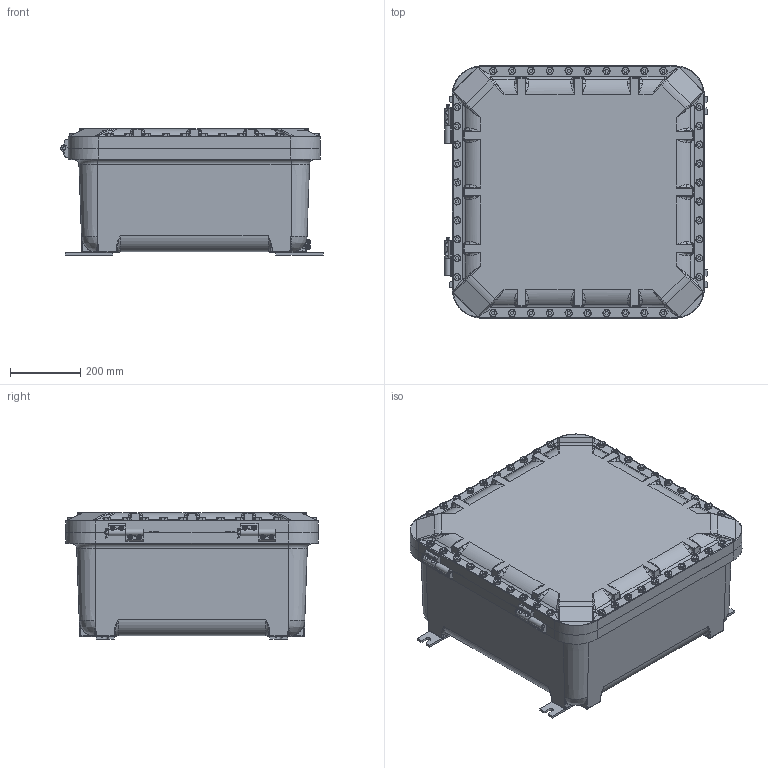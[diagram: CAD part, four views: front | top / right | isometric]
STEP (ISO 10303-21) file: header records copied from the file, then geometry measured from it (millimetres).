
FILE_DESCRIPTION(/* description */ (''),/* implementation_level */ '2;1');
FILE_NAME(/* name */ 'KIL_EXB-242410 N34.stp',/* time_stamp */ '2017-11-17T18:10:57+06:00',/* author */ ('ypadmaraja'),/* organization */ (''),/* preprocessor_version */ 'ST-DEVELOPER v16.13',/* originating_system */ 'Autodesk Inventor 2018',/* authorisation */ '');
FILE_SCHEMA (('AUTOMOTIVE_DESIGN { 1 0 10303 214 3 1 1 }'));
Length unit declared in the file: inch
Products named in the file (19): EXB-242410 N34; 0106275B; 18147AABB; 16972AAAB; 01917; 01917_1; 17770AAAB; 17473AAAB; SAE J487a - 1/8 x 3/4    Extended Prong Square Cut Type; 14632; 14634; 14729-gasket-13; 0720362B; KIT-346; 18238AAAB; 18243; ANSI B18.6.3 - 1/4-20 UNC x 1; ANSI B18.6.3 - 4-40 x 3/8; ASME B18.21.1 - 1/4
Assembly tree (79 placements, depth 3):
  EXB-242410 N34
    0106275B  x4
    18147AABB  x8
    16972AAAB  x8
    01917
      17770AAAB
      17473AAAB
      SAE J487a - 1/8 x 3/4    Extended Prong Square Cut Type
    01917_1
      17770AAAB
      17473AAAB
      SAE J487a - 1/8 x 3/4    Extended Prong Square Cut Type
    14632
    14634
    14729-gasket-13
    0720362B  x40
    KIT-346
      18238AAAB
      18243
      ANSI B18.6.3 - 1/4-20 UNC x 1  x2
      ANSI B18.6.3 - 4-40 x 3/8
      ASME B18.21.1 - 1/4  x2
Bounding box: 749.34 x 720.85 x 360.36 mm (x, y, z)
Volume: 58308823 mm3; surface area: 3891548.6 mm2
Topology: 78 solids, 79 shells, 5600 faces, 15758 edges, 10420 vertices
Faces by surface type: plane 3354, cylinder 849, bspline 762, torus 355, cone 244, sphere 36
Full cylindrical faces by diameter (mm): 2.845 x1, 3.048 x1, 3.571 x2, 3.962 x4, 4.953 x1, 6.198 x8, 6.35 x6, 6.401 x8, 7.798 x16, 7.938 x4, 8.331 x8, 9.286 x8, 9.525 x2, 9.55 x4, 10.312 x8, 10.592 x40, 12.418 x8, 12.7 x40, 13.208 x2, 13.386 x2, 13.494 x38, 14.287 x8, 17.78 x40
Entity records: 102749 total; most frequent: CARTESIAN_POINT 48083, ORIENTED_EDGE 11600, DIRECTION 8967, EDGE_CURVE 5800, VERTEX_POINT 3783, LINE 3095, VECTOR 3095, AXIS2_PLACEMENT_3D 2936
